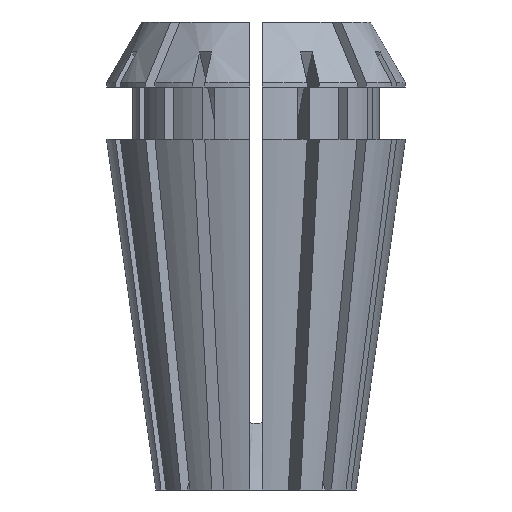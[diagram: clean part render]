
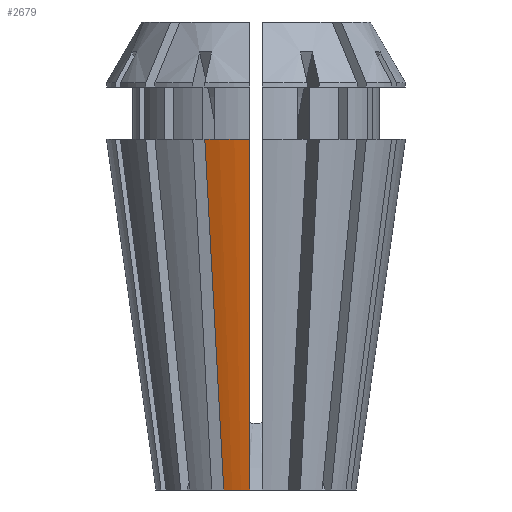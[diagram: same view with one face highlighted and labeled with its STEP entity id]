
A CAD part, front view. The second image highlights one B-rep face of the part: STEP entity #2679.
In plain terms, the highlighted conical face has half-angle 8 degrees and reference radius 3.856 mm.
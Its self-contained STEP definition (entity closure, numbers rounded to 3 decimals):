
#55 = CARTESIAN_POINT ( 'NONE',  ( -0.25, -5.748, 13.5 ) ) ;
#148 = CARTESIAN_POINT ( 'NONE',  ( -1.304, -3.802, 1.166 ) ) ;
#257 = CARTESIAN_POINT ( 'NONE',  ( -0.25, -3.848, 0. ) ) ;
#261 = CARTESIAN_POINT ( 'NONE',  ( 0., 0., 13.5 ) ) ;
#404 = ORIENTED_EDGE ( 'NONE', *, *, #1795, .F. ) ;
#550 = ORIENTED_EDGE ( 'NONE', *, *, #1064, .T. ) ;
#567 = CARTESIAN_POINT ( 'NONE',  ( -1.241, -3.65, 0. ) ) ;
#661 = CARTESIAN_POINT ( 'NONE',  ( -0.25, -5.115, 9. ) ) ;
#684 = CIRCLE ( 'NONE', #5338, 3.856 ) ;
#731 = CARTESIAN_POINT ( 'NONE',  ( 0., 0., 0. ) ) ;
#886 = B_SPLINE_CURVE_WITH_KNOTS ( 'NONE', 3,
 ( #930, #2242, #3893, #4311, #1408, #148, #567 ),
 .UNSPECIFIED., .F., .F.,
 ( 4, 3, 4 ),
 ( 0., 0.01, 0.014 ),
 .UNSPECIFIED. ) ;
#930 = CARTESIAN_POINT ( 'NONE',  ( -1.969, -5.406, 13.5 ) ) ;
#1064 = EDGE_CURVE ( 'NONE', #4411, #4489, #886, .T. ) ;
#1170 = CIRCLE ( 'NONE', #2156, 5.753 ) ;
#1408 = CARTESIAN_POINT ( 'NONE',  ( -1.367, -3.954, 2.332 ) ) ;
#1594 = CARTESIAN_POINT ( 'NONE',  ( -1.969, -5.406, 13.5 ) ) ;
#1699 = CARTESIAN_POINT ( 'NONE',  ( 0., 0., 0. ) ) ;
#1772 = DIRECTION ( 'NONE',  ( 0., 0., -1. ) ) ;
#1795 = EDGE_CURVE ( 'NONE', #2522, #4489, #684, .T. ) ;
#1842 = VERTEX_POINT ( 'NONE', #55 ) ;
#2114 = EDGE_CURVE ( 'NONE', #1842, #2522, #2525, .T. ) ;
#2156 = AXIS2_PLACEMENT_3D ( 'NONE', #261, #3243, #3693 ) ;
#2242 = CARTESIAN_POINT ( 'NONE',  ( -1.789, -4.972, 10.166 ) ) ;
#2244 = FACE_OUTER_BOUND ( 'NONE', #4019, .T. ) ;
#2394 = DIRECTION ( 'NONE',  ( 1., 0., 0. ) ) ;
#2522 = VERTEX_POINT ( 'NONE', #4995 ) ;
#2525 = B_SPLINE_CURVE_WITH_KNOTS ( 'NONE', 3,
 ( #3186, #661, #5341, #257 ),
 .UNSPECIFIED., .F., .F.,
 ( 4, 4 ),
 ( 0.023, 0.037 ),
 .UNSPECIFIED. ) ;
#2679 = ADVANCED_FACE ( 'NONE', ( #2244 ), #3244, .T. ) ;
#2856 = DIRECTION ( 'NONE',  ( 0., 0., 1. ) ) ;
#2957 = CARTESIAN_POINT ( 'NONE',  ( -1.241, -3.65, 0. ) ) ;
#2958 = DIRECTION ( 'NONE',  ( -1., 0., 0. ) ) ;
#3186 = CARTESIAN_POINT ( 'NONE',  ( -0.25, -5.748, 13.5 ) ) ;
#3243 = DIRECTION ( 'NONE',  ( 0., 0., -1. ) ) ;
#3244 = CONICAL_SURFACE ( 'NONE', #3346, 3.856, 0.14 ) ;
#3346 = AXIS2_PLACEMENT_3D ( 'NONE', #731, #2856, #2394 ) ;
#3693 = DIRECTION ( 'NONE',  ( -1., 0., 0. ) ) ;
#3893 = CARTESIAN_POINT ( 'NONE',  ( -1.61, -4.539, 6.832 ) ) ;
#4019 = EDGE_LOOP ( 'NONE', ( #4691, #550, #404, #4356 ) ) ;
#4311 = CARTESIAN_POINT ( 'NONE',  ( -1.43, -4.105, 3.498 ) ) ;
#4356 = ORIENTED_EDGE ( 'NONE', *, *, #2114, .F. ) ;
#4411 = VERTEX_POINT ( 'NONE', #1594 ) ;
#4489 = VERTEX_POINT ( 'NONE', #2957 ) ;
#4691 = ORIENTED_EDGE ( 'NONE', *, *, #4912, .T. ) ;
#4912 = EDGE_CURVE ( 'NONE', #1842, #4411, #1170, .T. ) ;
#4995 = CARTESIAN_POINT ( 'NONE',  ( -0.25, -3.848, 0. ) ) ;
#5338 = AXIS2_PLACEMENT_3D ( 'NONE', #1699, #1772, #2958 ) ;
#5341 = CARTESIAN_POINT ( 'NONE',  ( -0.25, -4.481, 4.5 ) ) ;
